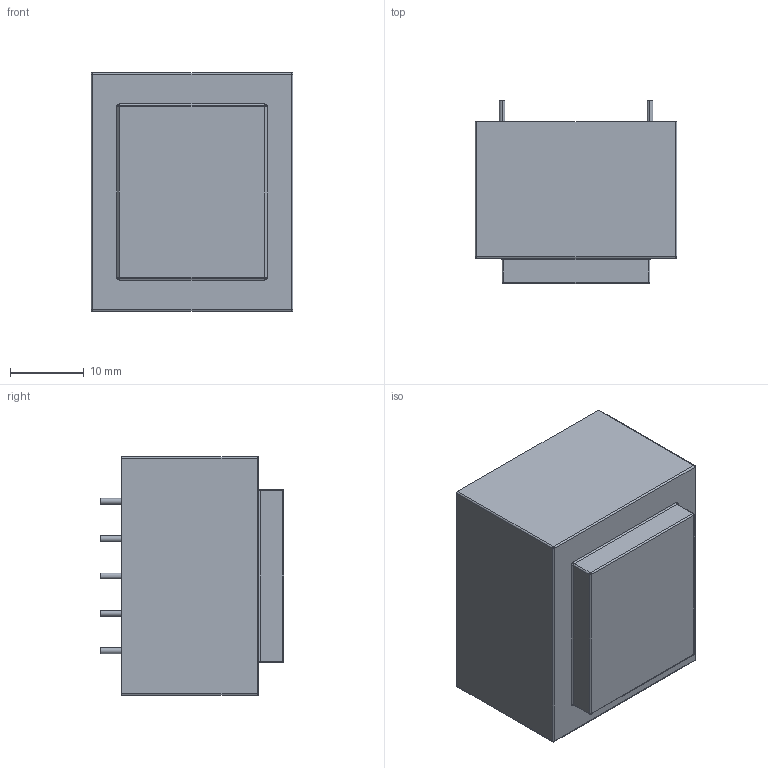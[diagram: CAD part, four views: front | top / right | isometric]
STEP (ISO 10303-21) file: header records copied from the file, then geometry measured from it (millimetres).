
FILE_DESCRIPTION (( 'STEP AP214' ), '1' );
FILE_NAME ('153548.STEP', '2020-05-28T15:59:54', ( '' ), ( '' ), 'SwSTEP 2.0', 'SolidWorks 2018', '' );
FILE_SCHEMA (( 'AUTOMOTIVE_DESIGN' ));
Length unit declared in the file: millimetre
Products named in the file (1): 153548
Bounding box: 27.3 x 24.8 x 32.3 mm (x, y, z)
Volume: 17915.7 mm3; surface area: 4296.8 mm2
Topology: 1 solids, 1 shells, 71 faces, 154 edges, 88 vertices
Faces by surface type: cylinder 38, plane 21, sphere 8, torus 4
Entity records: 1910 total; most frequent: DIRECTION 370, CARTESIAN_POINT 306, ORIENTED_EDGE 292, AXIS2_PLACEMENT_3D 152, EDGE_CURVE 146, VERTEX_POINT 88, EDGE_LOOP 82, CIRCLE 80
